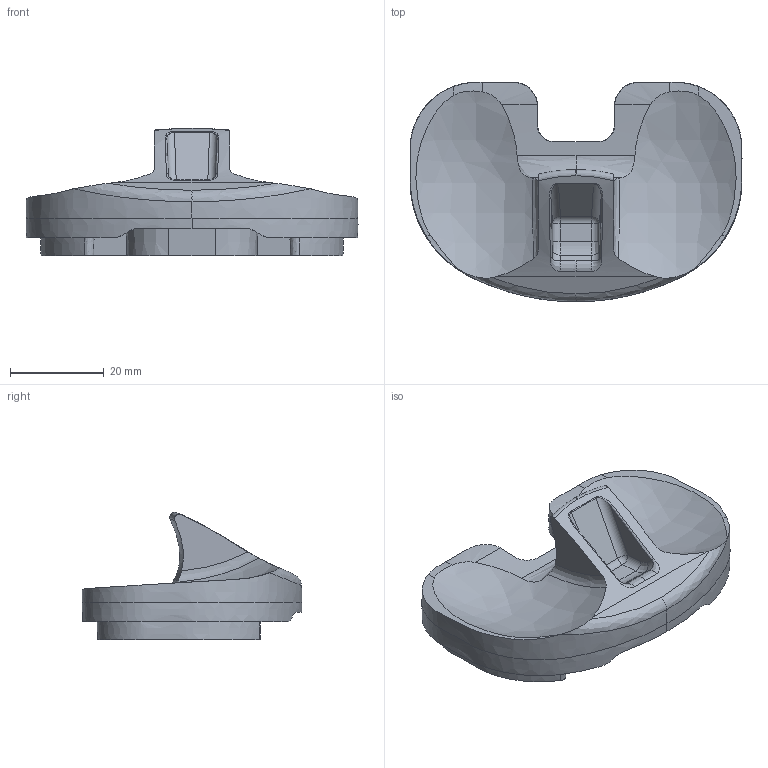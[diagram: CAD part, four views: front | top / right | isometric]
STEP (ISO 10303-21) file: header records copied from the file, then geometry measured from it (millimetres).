
FILE_DESCRIPTION((''),'2;1');
FILE_NAME('STB-3','2011-05-31T',('Administrator'),(''),'PRO/ENGINEER BY PARAMETRIC TECHNOLOGY CORPORATION, 2001280','PRO/ENGINEER BY PARAMETRIC TECHNOLOGY CORPORATION, 2001280','');
FILE_SCHEMA(('CONFIG_CONTROL_DESIGN'));
Length unit declared in the file: millimetre
Products named in the file (1): STB-3
Bounding box: 70.92 x 46.9 x 27.17 mm (x, y, z)
Volume: 17357.1 mm3; surface area: 9732.2 mm2
Topology: 1 solids, 1 shells, 126 faces, 334 edges, 209 vertices
Faces by surface type: bspline 50, plane 41, cylinder 15, cone 14, extrusion 4, sphere 2
Entity records: 9654 total; most frequent: CARTESIAN_POINT 7001, ORIENTED_EDGE 664, DIRECTION 351, EDGE_CURVE 332, VERTEX_POINT 209, B_SPLINE_CURVE_WITH_KNOTS 177, EDGE_LOOP 127, FACE_OUTER_BOUND 126
